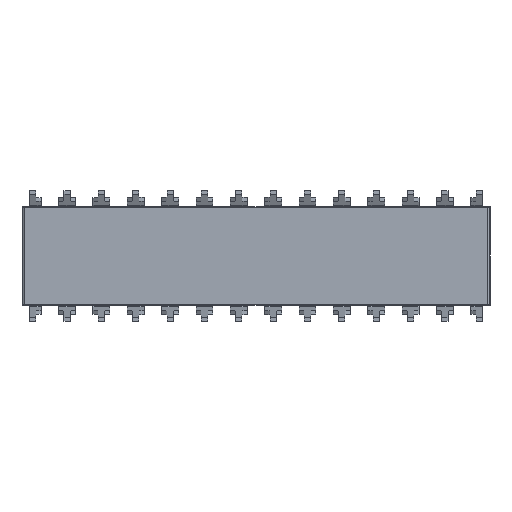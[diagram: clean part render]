
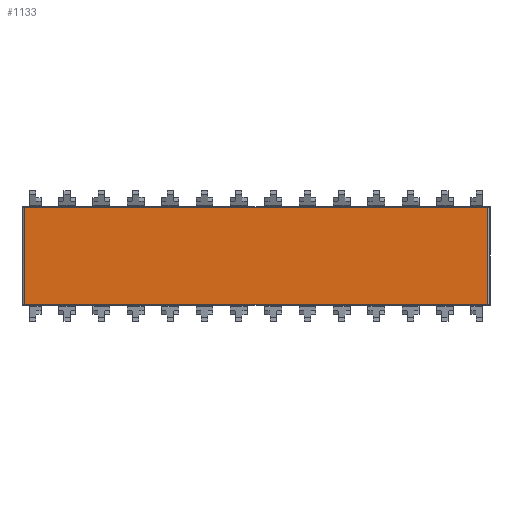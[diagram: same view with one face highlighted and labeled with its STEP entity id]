
A CAD part, front view. The second image highlights one B-rep face of the part: STEP entity #1133.
In plain terms, the highlighted planar face has unit normal (0, -1, 0).
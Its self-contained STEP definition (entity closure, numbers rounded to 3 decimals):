
#1133=ADVANCED_FACE('',(#2279),#2280,.T.);
#2279=FACE_OUTER_BOUND('',#3463,.T.);
#2280=PLANE('',#3464);
#3463=EDGE_LOOP('',(#6896,#6897,#6898,#6899));
#3464=AXIS2_PLACEMENT_3D('',#6900,#6901,#6902);
#6896=ORIENTED_EDGE('',*,*,#8573,.T.);
#6897=ORIENTED_EDGE('',*,*,#8574,.T.);
#6898=ORIENTED_EDGE('',*,*,#8575,.T.);
#6899=ORIENTED_EDGE('',*,*,#8576,.F.);
#6900=CARTESIAN_POINT('',(17.3,0.002,3.65));
#6901=DIRECTION('',(0.0,-1.0,-0.0));
#6902=DIRECTION('',(-1.0,0.0,0.));
#8573=EDGE_CURVE('',#10689,#10690,#10691,.T.);
#8574=EDGE_CURVE('',#10690,#10692,#10693,.T.);
#8575=EDGE_CURVE('',#10692,#10694,#10695,.T.);
#8576=EDGE_CURVE('',#10689,#10694,#10696,.T.);
#10689=VERTEX_POINT('',#13749);
#10690=VERTEX_POINT('',#13750);
#10691=LINE('',#13751,#13752);
#10692=VERTEX_POINT('',#13753);
#10693=LINE('',#13754,#13755);
#10694=VERTEX_POINT('',#13756);
#10695=LINE('',#13757,#13758);
#10696=LINE('',#13759,#13760);
#13749=CARTESIAN_POINT('',(34.43,0.002,3.593));
#13750=CARTESIAN_POINT('',(0.17,0.002,3.593));
#13751=CARTESIAN_POINT('',(17.3,0.002,3.593));
#13752=VECTOR('',#15194,1.0);
#13753=CARTESIAN_POINT('',(0.17,0.002,-3.593));
#13754=CARTESIAN_POINT('',(0.17,0.002,3.65));
#13755=VECTOR('',#15195,1.0);
#13756=CARTESIAN_POINT('',(34.43,0.002,-3.593));
#13757=CARTESIAN_POINT('',(17.3,0.002,-3.593));
#13758=VECTOR('',#15196,1.0);
#13759=CARTESIAN_POINT('',(34.43,0.002,3.65));
#13760=VECTOR('',#15197,1.0);
#15194=DIRECTION('',(-1.0,-0.0,0.));
#15195=DIRECTION('',(0.,0.0,-1.0));
#15196=DIRECTION('',(1.0,0.0,0.));
#15197=DIRECTION('',(0.,0.0,-1.0));
